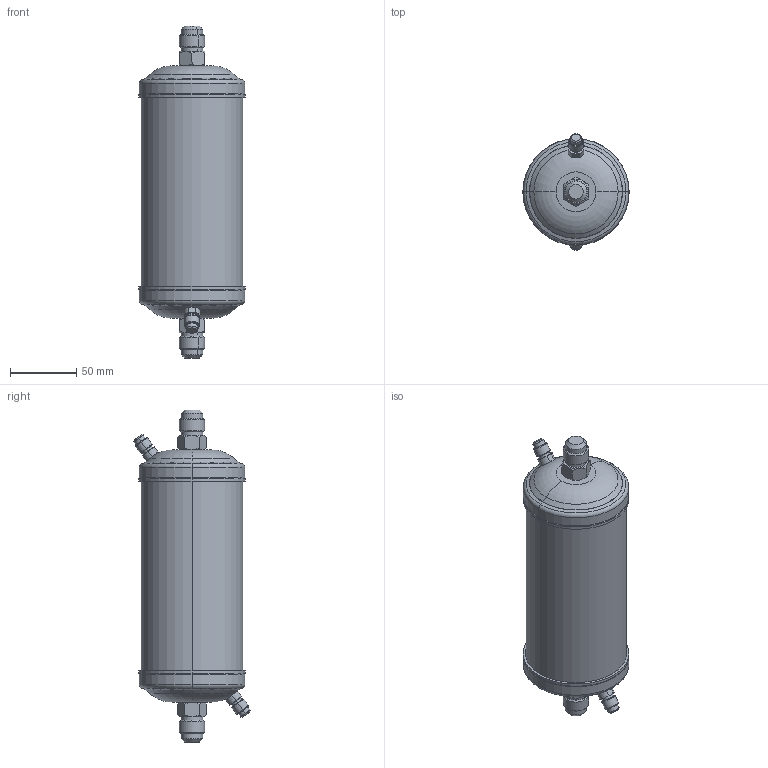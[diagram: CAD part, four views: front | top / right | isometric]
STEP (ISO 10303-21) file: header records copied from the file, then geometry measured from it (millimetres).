
FILE_DESCRIPTION (( 'STEP AP203' ), '1' );
FILE_NAME ('023Z1064R - DAS 304VV.STEP', '2023-06-09T10:25:19', ( '' ), ( '' ), 'SwSTEP 2.0', 'SolidWorks 2020', '' );
FILE_SCHEMA (( 'CONFIG_CONTROL_DESIGN' ));
Length unit declared in the file: millimetre
Products named in the file (1): 023Z1064R - DAS 304VV
Bounding box: 80 x 87.41 x 250 mm (x, y, z)
Volume: 858818.4 mm3; surface area: 57333.2 mm2
Topology: 1 solids, 1 shells, 154 faces, 326 edges, 192 vertices
Faces by surface type: cone 56, cylinder 44, plane 38, torus 16
Entity records: 4535 total; most frequent: CARTESIAN_POINT 1131, DIRECTION 750, ORIENTED_EDGE 652, EDGE_CURVE 326, AXIS2_PLACEMENT_3D 325, VERTEX_POINT 192, EDGE_LOOP 172, CIRCLE 170
